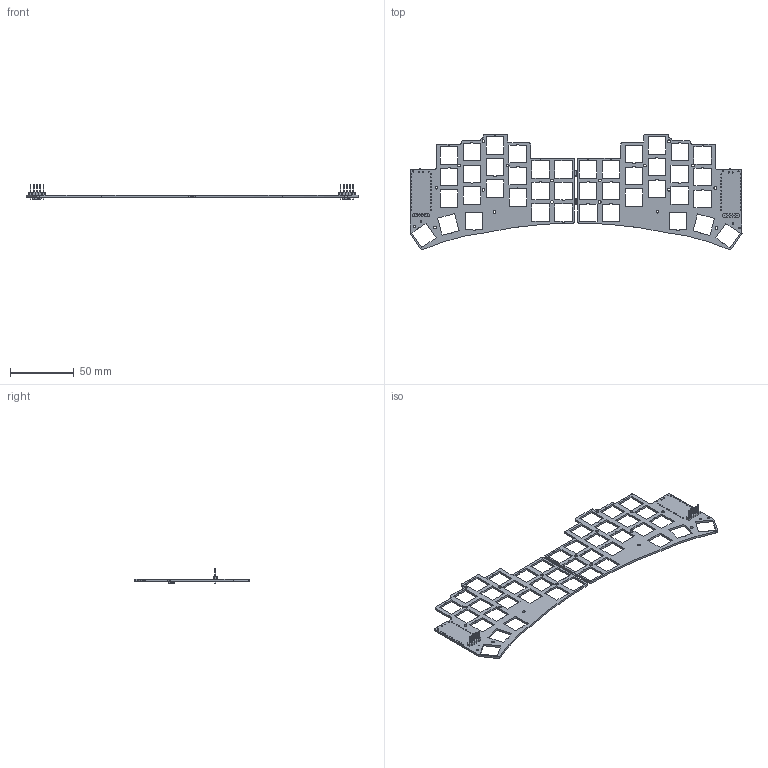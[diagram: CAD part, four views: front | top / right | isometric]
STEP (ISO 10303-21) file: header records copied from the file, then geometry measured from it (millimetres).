
FILE_DESCRIPTION(('KiCad electronic assembly'),'2;1');
FILE_NAME('Swept_3x6.step','2024-09-28T23:38:26',('Pcbnew'),('Kicad'), 'Open CASCADE STEP processor 7.6','KiCad to STEP converter','Unknown' );
FILE_SCHEMA(('AUTOMOTIVE_DESIGN { 1 0 10303 214 1 1 1 1 }'));
Length unit declared in the file: millimetre
Products named in the file (6): Swept_3x6 1; PinHeader_1x05_P2.54mm_Vertical; PinHeader_1x05_P254mm_Vertical; SW_SPDT_PCM12; Fusion_sp; _autosave-Swept_3x6_PCB
Assembly tree (7 placements, depth 3):
  Swept_3x6 1
    PinHeader_1x05_P2.54mm_Vertical  x2
      PinHeader_1x05_P254mm_Vertical
    SW_SPDT_PCM12  x2
      Fusion_sp
    _autosave-Swept_3x6_PCB
Bounding box: 261.11 x 90.74 x 11.74 mm (x, y, z)
Volume: 14153.2 mm3; surface area: 23649.2 mm2
Topology: 5 solids, 5 shells, 986 faces, 2658 edges, 1708 vertices
Faces by surface type: plane 757, cylinder 225, cone 4
Full cylindrical faces by diameter (mm): 0.5 x20, 0.8 x4, 0.813 x52, 0.9 x4, 1 x10, 1.3 x4, 2.2 x18
Entity records: 25510 total; most frequent: CARTESIAN_POINT 4047, ORIENTED_EDGE 4020, DIRECTION 3892, EDGE_CURVE 2010, LINE 1586, VECTOR 1586, VERTEX_POINT 1308, AXIS2_PLACEMENT_3D 1153
